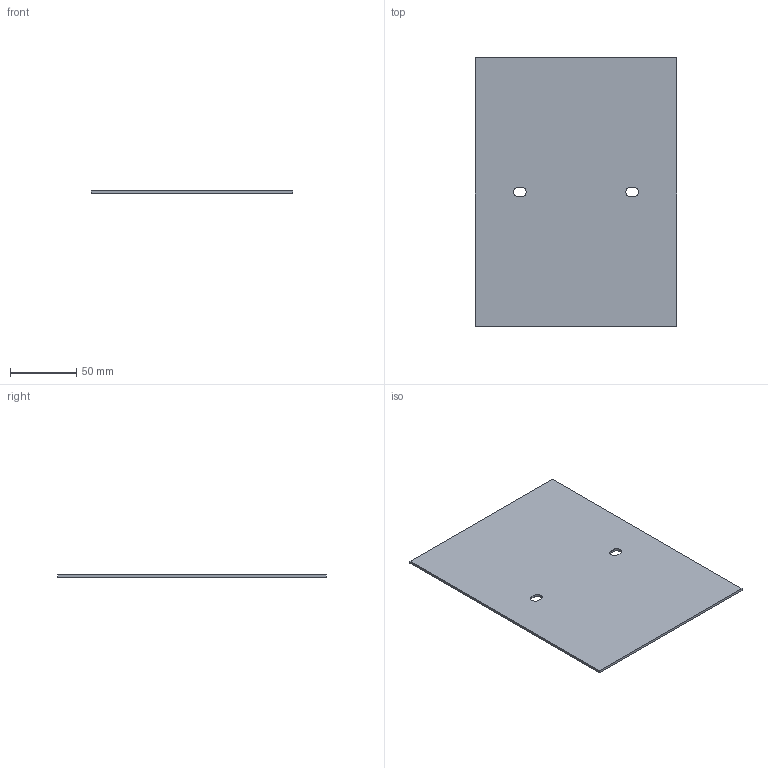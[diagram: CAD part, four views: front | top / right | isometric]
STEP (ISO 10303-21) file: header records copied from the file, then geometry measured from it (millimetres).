
FILE_DESCRIPTION(/* description */ ('FLUSH MOUNT SCREW COVER, 6X4, GALV'),/* implementation_level */ '2;1');
FILE_NAME(/* name */ 'SCF0406G.stp',/* time_stamp */ '2016-07-13T17:35:51+05:00',/* author */ ('bjayachandran'),/* organization */ (''),/* preprocessor_version */ 'ST-DEVELOPER v16.1',/* originating_system */ 'Autodesk Inventor 2016',/* authorisation */ '');
FILE_SCHEMA (('AUTOMOTIVE_DESIGN { 1 0 10303 214 3 1 1 }'));
Length unit declared in the file: inch
Products named in the file (1): SCF0406G
Bounding box: 152.4 x 203.2 x 1.88 mm (x, y, z)
Volume: 57992.2 mm3; surface area: 63146 mm2
Topology: 1 solids, 1 shells, 14 faces, 36 edges, 24 vertices
Faces by surface type: plane 10, cylinder 4
Entity records: 483 total; most frequent: CARTESIAN_POINT 75, DIRECTION 74, ORIENTED_EDGE 72, EDGE_CURVE 36, LINE 28, VECTOR 28, VERTEX_POINT 24, AXIS2_PLACEMENT_3D 23
